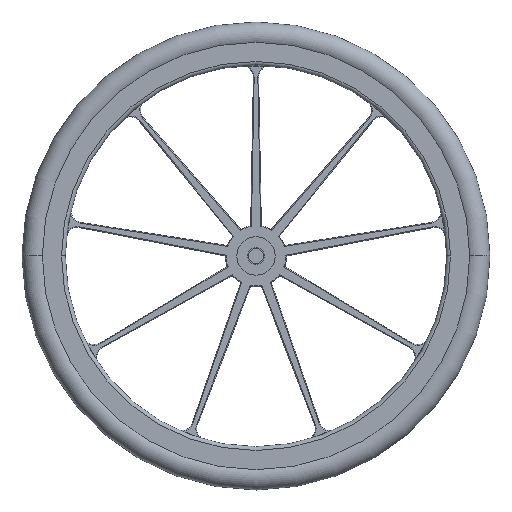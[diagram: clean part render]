
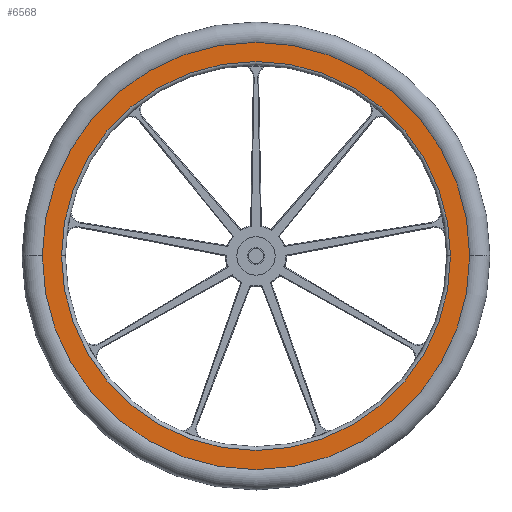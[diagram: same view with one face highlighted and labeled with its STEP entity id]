
A CAD part, top view. The second image highlights one B-rep face of the part: STEP entity #6568.
In plain terms, the highlighted planar face has unit normal (0, 0, 1).
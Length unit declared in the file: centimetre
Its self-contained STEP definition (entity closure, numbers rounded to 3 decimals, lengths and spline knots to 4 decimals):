
#94 = CARTESIAN_POINT ( 'NONE',  ( -27.8486, 0., 1.5 ) ) ;
#123 = CIRCLE ( 'NONE', #13605, 27.8486 ) ;
#339 = DIRECTION ( 'NONE',  ( 0., 0., 1. ) ) ;
#532 = CARTESIAN_POINT ( 'NONE',  ( 0., 0., 1.5 ) ) ;
#774 = AXIS2_PLACEMENT_3D ( 'NONE', #13050, #339, #8767 ) ;
#1092 = CIRCLE ( 'NONE', #7492, 25.3486 ) ;
#1430 = ORIENTED_EDGE ( 'NONE', *, *, #11850, .T. ) ;
#1953 = VERTEX_POINT ( 'NONE', #12811 ) ;
#1965 = EDGE_LOOP ( 'NONE', ( #13181, #4367 ) ) ;
#2358 = EDGE_LOOP ( 'NONE', ( #1430, #2719 ) ) ;
#2557 = CARTESIAN_POINT ( 'NONE',  ( -25.3486, 0., 1.5 ) ) ;
#2719 = ORIENTED_EDGE ( 'NONE', *, *, #5871, .T. ) ;
#2925 = FACE_BOUND ( 'NONE', #1965, .T. ) ;
#3067 = PLANE ( 'NONE',  #12200 ) ;
#3128 = CARTESIAN_POINT ( 'NONE',  ( -24.8486, 0., 1.5 ) ) ;
#3192 = DIRECTION ( 'NONE',  ( 0., 0., 1. ) ) ;
#4367 = ORIENTED_EDGE ( 'NONE', *, *, #4463, .T. ) ;
#4463 = EDGE_CURVE ( 'NONE', #11434, #8011, #1092, .T. ) ;
#4751 = DIRECTION ( 'NONE',  ( 0., 0., -1. ) ) ;
#5034 = EDGE_CURVE ( 'NONE', #8011, #11434, #11138, .T. ) ;
#5198 = DIRECTION ( 'NONE',  ( -1., 0., 0. ) ) ;
#5871 = EDGE_CURVE ( 'NONE', #12083, #1953, #13351, .T. ) ;
#6307 = DIRECTION ( 'NONE',  ( 0., 0., -1. ) ) ;
#6568 = ADVANCED_FACE ( 'NONE', ( #2925, #7128 ), #3067, .F. ) ;
#6935 = CARTESIAN_POINT ( 'NONE',  ( 25.3486, 0., 1.5 ) ) ;
#7128 = FACE_OUTER_BOUND ( 'NONE', #2358, .T. ) ;
#7492 = AXIS2_PLACEMENT_3D ( 'NONE', #11530, #6307, #5198 ) ;
#8011 = VERTEX_POINT ( 'NONE', #2557 ) ;
#8299 = DIRECTION ( 'NONE',  ( 1., 0., 0. ) ) ;
#8767 = DIRECTION ( 'NONE',  ( 1., 0., 0. ) ) ;
#9402 = CARTESIAN_POINT ( 'NONE',  ( 0., 0., 1.5 ) ) ;
#11138 = CIRCLE ( 'NONE', #13145, 25.3486 ) ;
#11434 = VERTEX_POINT ( 'NONE', #6935 ) ;
#11530 = CARTESIAN_POINT ( 'NONE',  ( 0., 0., 1.5 ) ) ;
#11850 = EDGE_CURVE ( 'NONE', #1953, #12083, #123, .T. ) ;
#12083 = VERTEX_POINT ( 'NONE', #94 ) ;
#12200 = AXIS2_PLACEMENT_3D ( 'NONE', #3128, #12651, #12436 ) ;
#12436 = DIRECTION ( 'NONE',  ( -1., 0., 0. ) ) ;
#12651 = DIRECTION ( 'NONE',  ( 0., 0., -1. ) ) ;
#12811 = CARTESIAN_POINT ( 'NONE',  ( 27.8486, 0., 1.5 ) ) ;
#13050 = CARTESIAN_POINT ( 'NONE',  ( 0., 0., 1.5 ) ) ;
#13145 = AXIS2_PLACEMENT_3D ( 'NONE', #532, #4751, #13180 ) ;
#13180 = DIRECTION ( 'NONE',  ( -1., 0., 0. ) ) ;
#13181 = ORIENTED_EDGE ( 'NONE', *, *, #5034, .T. ) ;
#13351 = CIRCLE ( 'NONE', #774, 27.8486 ) ;
#13605 = AXIS2_PLACEMENT_3D ( 'NONE', #9402, #3192, #8299 ) ;
